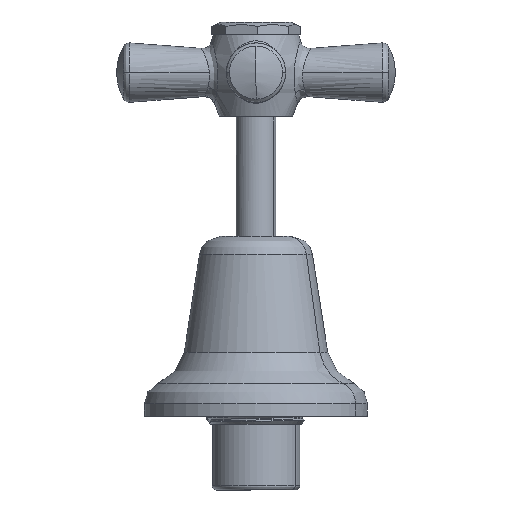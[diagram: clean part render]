
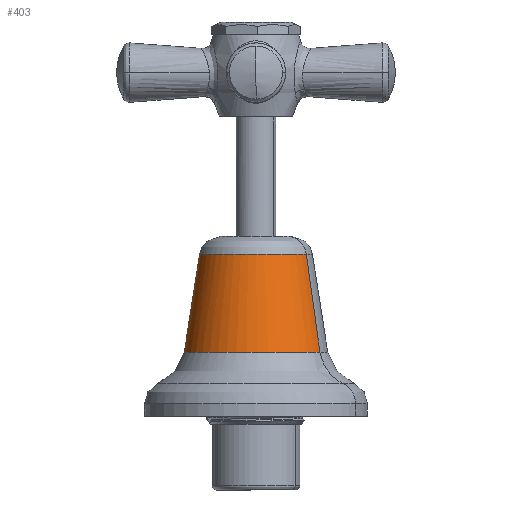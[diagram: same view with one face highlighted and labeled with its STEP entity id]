
A CAD part, left-side view. The second image highlights one B-rep face of the part: STEP entity #403.
In plain terms, the highlighted free-form (B-spline) face has degree [2, 1] with [9, 2] control points.
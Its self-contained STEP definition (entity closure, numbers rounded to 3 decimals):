
#403=ADVANCED_FACE('',(#727),#5245,.T.);
#727=FACE_OUTER_BOUND('',#1066,.T.);
#1066=EDGE_LOOP('',(#2685,#2686,#2687,#2688));
#2685=ORIENTED_EDGE('',*,*,#3553,.F.);
#2686=ORIENTED_EDGE('',*,*,#3593,.T.);
#2687=ORIENTED_EDGE('',*,*,#3555,.F.);
#2688=ORIENTED_EDGE('',*,*,#3549,.T.);
#3549=EDGE_CURVE('',#5004,#5005,#4434,.T.);
#3553=EDGE_CURVE('',#5007,#5005,#4005,.T.);
#3555=EDGE_CURVE('',#5004,#5006,#4006,.T.);
#3593=EDGE_CURVE('',#5007,#5006,#4455,.T.);
#4005=B_SPLINE_CURVE_WITH_KNOTS('',1,(#39805,#39806),.UNSPECIFIED.,.F.,
 .F.,(2,2),(0.,23.045),.UNSPECIFIED.);
#4006=B_SPLINE_CURVE_WITH_KNOTS('',1,(#39812,#39813),.UNSPECIFIED.,.F.,
 .F.,(2,2),(0.,23.045),.UNSPECIFIED.);
#4434=(
BOUNDED_CURVE()
B_SPLINE_CURVE(2,(#39789,#39790,#39791,#39792,#39793),.UNSPECIFIED.,.F.,
 .F.)
B_SPLINE_CURVE_WITH_KNOTS((3,2,3),(-52.529,-26.265,
0.),.UNSPECIFIED.)
CURVE()
GEOMETRIC_REPRESENTATION_ITEM()
RATIONAL_B_SPLINE_CURVE((1.,0.707,1.,0.707,1.))
REPRESENTATION_ITEM('')
);
#4455=(
BOUNDED_CURVE()
B_SPLINE_CURVE(2,(#39922,#39923,#39924,#39925,#39926),.UNSPECIFIED.,.F.,
 .F.)
B_SPLINE_CURVE_WITH_KNOTS((3,2,3),(0.,20.681,41.362),
 .UNSPECIFIED.)
CURVE()
GEOMETRIC_REPRESENTATION_ITEM()
RATIONAL_B_SPLINE_CURVE((1.,0.707,1.,0.707,1.))
REPRESENTATION_ITEM('')
);
#5004=VERTEX_POINT('',#39632);
#5005=VERTEX_POINT('',#39633);
#5006=VERTEX_POINT('',#39634);
#5007=VERTEX_POINT('',#39635);
#5245=(
BOUNDED_SURFACE()
B_SPLINE_SURFACE(2,1,((#38351,#38352),(#38353,#38354),(#38355,#38356),(#38357,
#38358),(#38359,#38360),(#38361,#38362),(#38363,#38364),(#38365,#38366),
(#38367,#38368)),.UNSPECIFIED.,.T.,.F.,.F.)
B_SPLINE_SURFACE_WITH_KNOTS((3,2,2,2,3),(2,2),(0.,1.571,3.142,
4.712,6.283),(0.,119.239),.UNSPECIFIED.)
GEOMETRIC_REPRESENTATION_ITEM()
RATIONAL_B_SPLINE_SURFACE(((1.,1.),(0.707,0.707),
(1.,1.),(0.707,0.707),(1.,1.),(0.707,
0.707),(1.,1.),(0.707,0.707),(1.,1.)))
REPRESENTATION_ITEM('')
SURFACE()
);
#38351=CARTESIAN_POINT('',(0.,122.104,0.));
#38352=CARTESIAN_POINT('',(18.393,4.292,0.));
#38353=CARTESIAN_POINT('',(0.,122.104,0.));
#38354=CARTESIAN_POINT('',(18.393,4.292,18.393));
#38355=CARTESIAN_POINT('',(0.,122.104,0.));
#38356=CARTESIAN_POINT('',(0.,4.292,18.393));
#38357=CARTESIAN_POINT('',(0.,122.104,0.));
#38358=CARTESIAN_POINT('',(-18.393,4.292,18.393));
#38359=CARTESIAN_POINT('',(0.,122.104,0.));
#38360=CARTESIAN_POINT('',(-18.393,4.292,0.));
#38361=CARTESIAN_POINT('',(0.,122.104,0.));
#38362=CARTESIAN_POINT('',(-18.393,4.292,-18.393));
#38363=CARTESIAN_POINT('',(0.,122.104,0.));
#38364=CARTESIAN_POINT('',(0.,4.292,-18.393));
#38365=CARTESIAN_POINT('',(0.,122.104,0.));
#38366=CARTESIAN_POINT('',(18.393,4.292,-18.393));
#38367=CARTESIAN_POINT('',(0.,122.104,0.));
#38368=CARTESIAN_POINT('',(18.393,4.292,0.));
#39632=CARTESIAN_POINT('',(0.,15.002,-16.721));
#39633=CARTESIAN_POINT('',(0.,15.002,16.721));
#39634=CARTESIAN_POINT('',(0.,37.771,-13.166));
#39635=CARTESIAN_POINT('',(0.,37.771,13.166));
#39789=CARTESIAN_POINT('',(0.,15.002,-16.721));
#39790=CARTESIAN_POINT('',(-16.721,15.002,-16.721));
#39791=CARTESIAN_POINT('',(-16.721,15.002,0.));
#39792=CARTESIAN_POINT('',(-16.721,15.002,16.721));
#39793=CARTESIAN_POINT('',(0.,15.002,16.721));
#39805=CARTESIAN_POINT('',(0.,37.771,13.166));
#39806=CARTESIAN_POINT('',(0.,15.002,16.721));
#39812=CARTESIAN_POINT('',(0.,15.002,-16.721));
#39813=CARTESIAN_POINT('',(0.,37.771,-13.166));
#39922=CARTESIAN_POINT('',(0.,37.771,13.166));
#39923=CARTESIAN_POINT('',(-13.166,37.771,13.166));
#39924=CARTESIAN_POINT('',(-13.166,37.771,0.));
#39925=CARTESIAN_POINT('',(-13.166,37.771,-13.166));
#39926=CARTESIAN_POINT('',(0.,37.771,-13.166));
